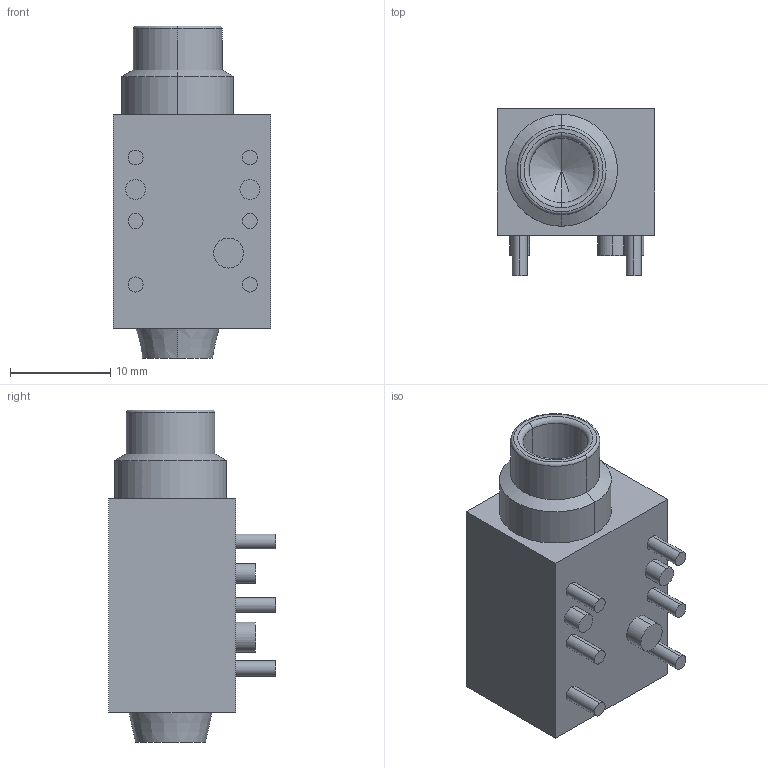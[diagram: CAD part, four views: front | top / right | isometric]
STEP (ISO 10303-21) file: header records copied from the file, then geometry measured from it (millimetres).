
FILE_DESCRIPTION((''),'2;1');
FILE_NAME('D-NRJ6HH','2016-06-02T',('odo'),(''),'CREO PARAMETRIC BY PTC INC, 2015380','CREO PARAMETRIC BY PTC INC, 2015380','');
FILE_SCHEMA(('CONFIG_CONTROL_DESIGN'));
Length unit declared in the file: millimetre
Products named in the file (1): D-NRJ6HH
Bounding box: 15.75 x 16.7 x 33.2 mm (x, y, z)
Volume: 4165.8 mm3; surface area: 2706.6 mm2
Topology: 1 solids, 1 shells, 51 faces, 110 edges, 71 vertices
Faces by surface type: cylinder 24, plane 17, cone 6, torus 4
Entity records: 1440 total; most frequent: DIRECTION 274, CARTESIAN_POINT 230, ORIENTED_EDGE 216, AXIS2_PLACEMENT_3D 115, EDGE_CURVE 108, VERTEX_POINT 71, CIRCLE 64, EDGE_LOOP 63
